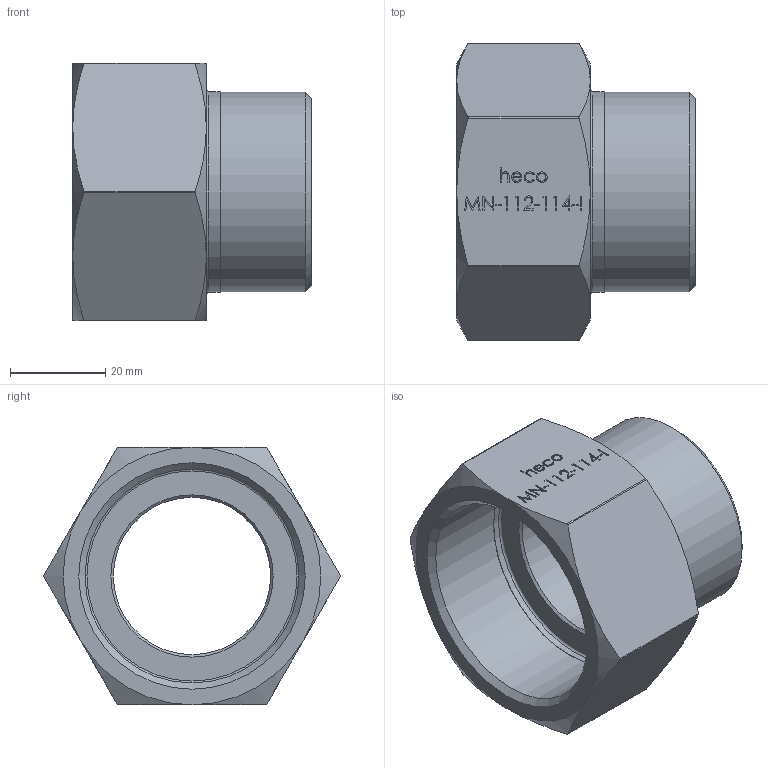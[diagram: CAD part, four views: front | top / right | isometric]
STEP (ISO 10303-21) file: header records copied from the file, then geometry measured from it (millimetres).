
FILE_DESCRIPTION (( 'STEP AP214' ), '1' );
FILE_NAME ('heco_MN-112-114-I.STEP', '2016-06-21T11:47:23', ( '' ), ( '' ), 'SwSTEP 2.0', 'SolidWorks 2011', '' );
FILE_SCHEMA (( 'AUTOMOTIVE_DESIGN' ));
Length unit declared in the file: millimetre
Products named in the file (1): heco_MN-112-114-I
Bounding box: 50 x 62.26 x 54 mm (x, y, z)
Volume: 42871.2 mm3; surface area: 16900.4 mm2
Topology: 1 solids, 1 shells, 196 faces, 497 edges, 326 vertices
Faces by surface type: plane 126, bspline 41, cone 16, cylinder 11, torus 2
Full cylindrical faces by diameter (mm): 33 x1, 41.91 x1, 42.11 x1, 44.845 x1, 45.045 x1
Entity records: 8324 total; most frequent: CARTESIAN_POINT 3482, ORIENTED_EDGE 968, DIRECTION 706, EDGE_CURVE 484, VECTOR 338, LINE 338, VERTEX_POINT 324, EDGE_LOOP 232
